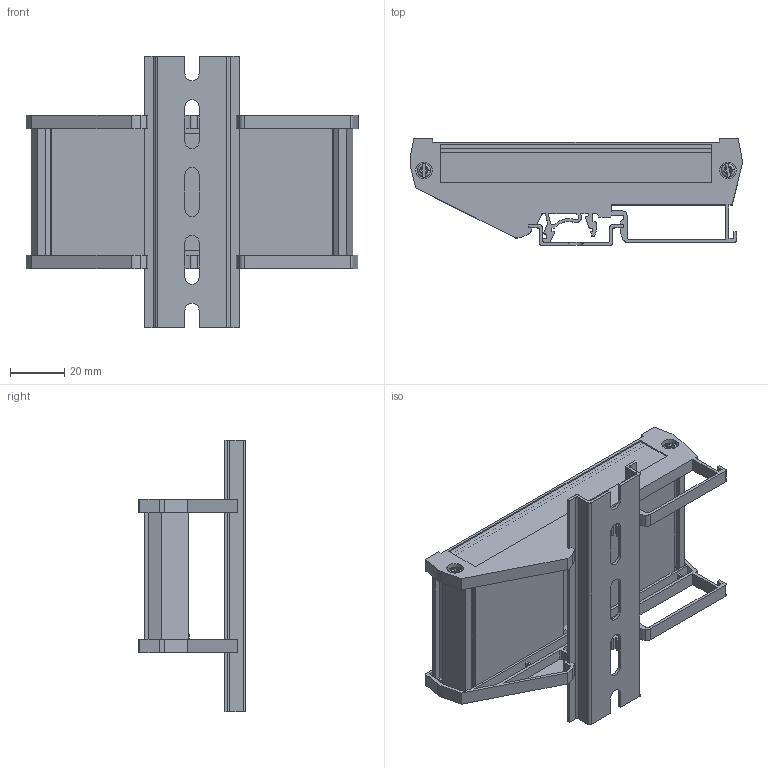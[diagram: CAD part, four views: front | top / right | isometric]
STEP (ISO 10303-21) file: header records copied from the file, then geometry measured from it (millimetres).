
FILE_DESCRIPTION (( 'STEP AP214' ), '1' );
FILE_NAME ('PHCR-PHRKLR-50.STEP', '2022-01-24T11:30:56', ( '' ), ( '' ), 'SwSTEP 2.0', 'SolidWorks 2017', '' );
FILE_SCHEMA (( 'AUTOMOTIVE_DESIGN' ));
Length unit declared in the file: millimetre
Products named in the file (16): PHFL; Side Screw; PHCR-PHRKLR-50; Profile - 108_Profile-50; Rail-150; PHFR; PCB-108; PCB-108_PCB-50; Rail-150_Rail Length - 50; Profile - 108
Assembly tree (9 placements, depth 2):
  Side Screw
  PHCR-PHRKLR-50
    Profile - 108_Profile-50
    PHFL
    PHFR
    PCB-108_PCB-50
    Rail-150_Rail Length - 50
    Side Screw  x4
  Side Screw
  Rail-150
  Side Screw
Bounding box: 122.3 x 39.3 x 100 mm (x, y, z)
Volume: 41293.1 mm3; surface area: 67257.9 mm2
Topology: 9 solids, 9 shells, 780 faces, 2160 edges, 1425 vertices
Faces by surface type: plane 575, cylinder 157, cone 20, bspline 16, torus 12
Entity records: 24198 total; most frequent: CARTESIAN_POINT 4201, ORIENTED_EDGE 3942, DIRECTION 3665, EDGE_CURVE 1971, LINE 1633, VECTOR 1633, VERTEX_POINT 1308, AXIS2_PLACEMENT_3D 1016
